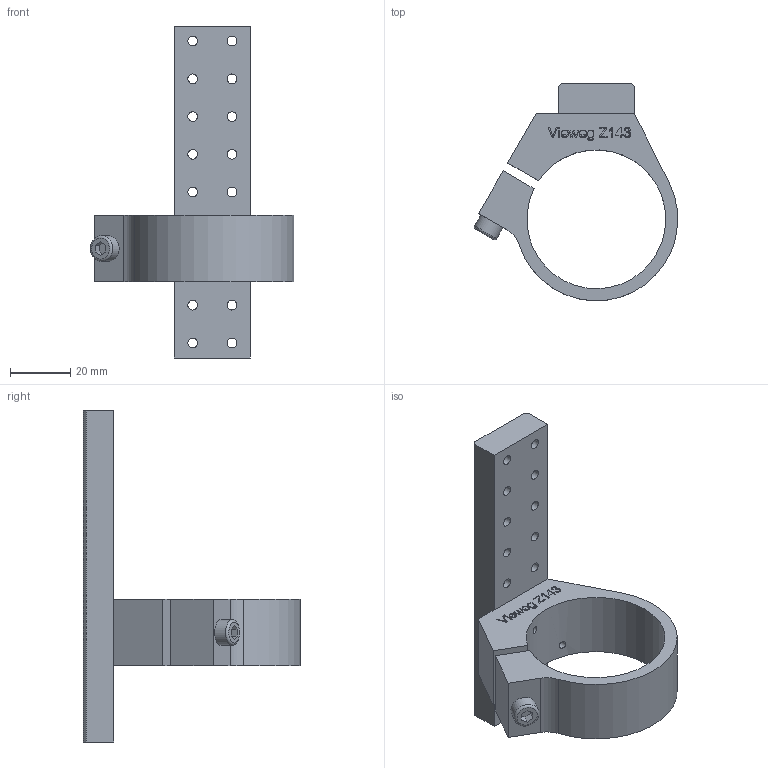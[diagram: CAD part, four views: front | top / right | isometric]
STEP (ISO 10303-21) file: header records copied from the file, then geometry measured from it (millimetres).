
FILE_DESCRIPTION(/* description */ (''),/* implementation_level */ '2;1');
FILE_NAME(/* name */ '560926V_Kartuschenhalter_Semco_Vereinfachen_1.stp',/* time_stamp */ '2023-04-27T13:29:04+02:00',/* author */ ('glueck'),/* organization */ (''),/* preprocessor_version */ 'ST-DEVELOPER v19.2',/* originating_system */ 'Autodesk Inventor 2023',/* authorisation */ '');
FILE_SCHEMA (('AUTOMOTIVE_DESIGN { 1 0 10303 214 3 1 1 }'));
Length unit declared in the file: millimetre
Products named in the file (1): 560926V_Kartuschenhalter_Semco_Vereinfachen_1
Bounding box: 67.4 x 71.97 x 110 mm (x, y, z)
Volume: 51870.9 mm3; surface area: 20837.8 mm2
Topology: 1 solids, 1 shells, 221 faces, 520 edges, 346 vertices
Faces by surface type: plane 148, cylinder 49, bspline 19, torus 5
Full cylindrical faces by diameter (mm): 2.459 x3, 3.2 x17, 5.5 x4, 6 x18, 8.5 x1
Entity records: 7550 total; most frequent: CARTESIAN_POINT 2120, ORIENTED_EDGE 1040, DIRECTION 991, EDGE_CURVE 520, LINE 367, VECTOR 367, VERTEX_POINT 346, AXIS2_PLACEMENT_3D 312
